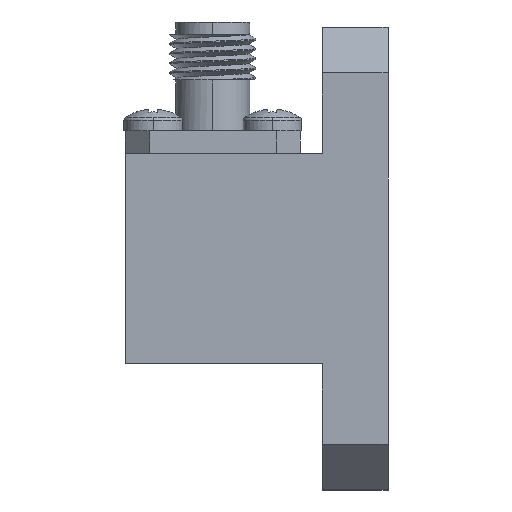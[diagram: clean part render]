
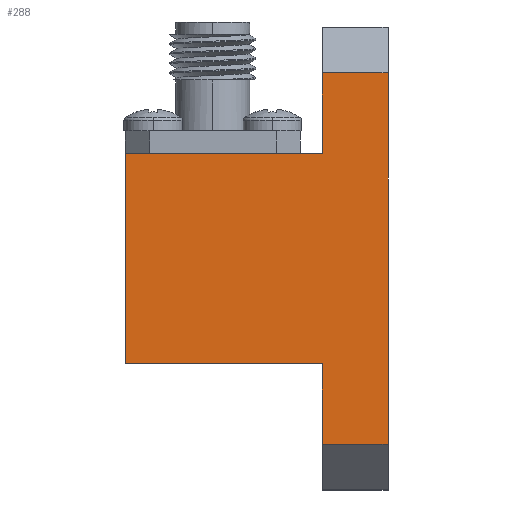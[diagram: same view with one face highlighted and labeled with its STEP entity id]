
A CAD part, left-side view. The second image highlights one B-rep face of the part: STEP entity #288.
In plain terms, the highlighted planar face has unit normal (-1, 0, 0).
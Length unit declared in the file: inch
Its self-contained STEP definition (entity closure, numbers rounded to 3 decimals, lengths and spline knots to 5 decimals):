
#33 = CARTESIAN_POINT ( 'NONE',  ( -0.66, 0.188, -0.53 ) ) ;
#75 = LINE ( 'NONE', #2663, #463 ) ;
#142 = VERTEX_POINT ( 'NONE', #4712 ) ;
#241 = VERTEX_POINT ( 'NONE', #2973 ) ;
#270 = LINE ( 'NONE', #5359, #7029 ) ;
#288 = ADVANCED_FACE ( 'NONE', ( #349 ), #2934, .F. ) ;
#349 = FACE_OUTER_BOUND ( 'NONE', #4469, .T. ) ;
#463 = VECTOR ( 'NONE', #7898, 39.37008 ) ;
#618 = CARTESIAN_POINT ( 'NONE',  ( -0.66, 0.188, 0.66 ) ) ;
#655 = CARTESIAN_POINT ( 'NONE',  ( -0.66, 0.188, 0.3 ) ) ;
#666 = EDGE_CURVE ( 'NONE', #7239, #6297, #6832, .T. ) ;
#701 = LINE ( 'NONE', #6495, #5973 ) ;
#767 = ORIENTED_EDGE ( 'NONE', *, *, #2983, .T. ) ;
#870 = ORIENTED_EDGE ( 'NONE', *, *, #4270, .F. ) ;
#1038 = CARTESIAN_POINT ( 'NONE',  ( -0.66, 0.75, -0.3 ) ) ;
#1058 = CARTESIAN_POINT ( 'NONE',  ( -0.66, 0.188, 0.53 ) ) ;
#1386 = CARTESIAN_POINT ( 'NONE',  ( -0.66, 0.75, -0.3 ) ) ;
#1454 = EDGE_CURVE ( 'NONE', #1465, #7593, #701, .T. ) ;
#1465 = VERTEX_POINT ( 'NONE', #655 ) ;
#1482 = EDGE_CURVE ( 'NONE', #8039, #241, #2605, .T. ) ;
#1741 = AXIS2_PLACEMENT_3D ( 'NONE', #8127, #7318, #2288 ) ;
#1848 = VECTOR ( 'NONE', #3575, 39.37008 ) ;
#1936 = CARTESIAN_POINT ( 'NONE',  ( -0.66, 0.75, -0.3 ) ) ;
#2288 = DIRECTION ( 'NONE',  ( 0., 0., -1. ) ) ;
#2420 = CARTESIAN_POINT ( 'NONE',  ( -0.66, 0.75, 0.3 ) ) ;
#2423 = ORIENTED_EDGE ( 'NONE', *, *, #4489, .T. ) ;
#2605 = LINE ( 'NONE', #618, #3516 ) ;
#2663 = CARTESIAN_POINT ( 'NONE',  ( -0.66, 0.188, -0.53 ) ) ;
#2664 = DIRECTION ( 'NONE',  ( 0., -1., 0. ) ) ;
#2934 = PLANE ( 'NONE',  #1741 ) ;
#2973 = CARTESIAN_POINT ( 'NONE',  ( -0.66, 0.188, -0.3 ) ) ;
#2983 = EDGE_CURVE ( 'NONE', #8039, #3567, #75, .T. ) ;
#3144 = ORIENTED_EDGE ( 'NONE', *, *, #1454, .F. ) ;
#3196 = DIRECTION ( 'NONE',  ( 0., 0., 1. ) ) ;
#3357 = EDGE_CURVE ( 'NONE', #142, #7593, #4848, .T. ) ;
#3516 = VECTOR ( 'NONE', #3196, 39.37008 ) ;
#3567 = VERTEX_POINT ( 'NONE', #3773 ) ;
#3575 = DIRECTION ( 'NONE',  ( 0., 0., 1. ) ) ;
#3670 = ORIENTED_EDGE ( 'NONE', *, *, #3930, .T. ) ;
#3679 = LINE ( 'NONE', #1936, #5897 ) ;
#3773 = CARTESIAN_POINT ( 'NONE',  ( -0.66, 0., -0.53 ) ) ;
#3873 = DIRECTION ( 'NONE',  ( 0., 0., 1. ) ) ;
#3930 = EDGE_CURVE ( 'NONE', #7239, #241, #3679, .T. ) ;
#4080 = DIRECTION ( 'NONE',  ( 0., 1., 0. ) ) ;
#4096 = DIRECTION ( 'NONE',  ( 0., -1., 0. ) ) ;
#4270 = EDGE_CURVE ( 'NONE', #6297, #1465, #7939, .T. ) ;
#4469 = EDGE_LOOP ( 'NONE', ( #6878, #767, #2423, #7440, #3144, #870, #5951, #3670 ) ) ;
#4489 = EDGE_CURVE ( 'NONE', #3567, #142, #270, .T. ) ;
#4712 = CARTESIAN_POINT ( 'NONE',  ( -0.66, 0., 0.53 ) ) ;
#4763 = CARTESIAN_POINT ( 'NONE',  ( -0.66, 0.188, 0.53 ) ) ;
#4848 = LINE ( 'NONE', #4763, #4938 ) ;
#4938 = VECTOR ( 'NONE', #4080, 39.37008 ) ;
#5359 = CARTESIAN_POINT ( 'NONE',  ( -0.66, 0., 0.66 ) ) ;
#5897 = VECTOR ( 'NONE', #2664, 39.37008 ) ;
#5951 = ORIENTED_EDGE ( 'NONE', *, *, #666, .F. ) ;
#5973 = VECTOR ( 'NONE', #3873, 39.37008 ) ;
#6297 = VERTEX_POINT ( 'NONE', #2420 ) ;
#6495 = CARTESIAN_POINT ( 'NONE',  ( -0.66, 0.188, 0.66 ) ) ;
#6832 = LINE ( 'NONE', #1038, #1848 ) ;
#6878 = ORIENTED_EDGE ( 'NONE', *, *, #1482, .F. ) ;
#7029 = VECTOR ( 'NONE', #7926, 39.37008 ) ;
#7239 = VERTEX_POINT ( 'NONE', #1386 ) ;
#7296 = CARTESIAN_POINT ( 'NONE',  ( -0.66, 0.75, 0.3 ) ) ;
#7318 = DIRECTION ( 'NONE',  ( 1., 0., 0. ) ) ;
#7363 = VECTOR ( 'NONE', #4096, 39.37008 ) ;
#7440 = ORIENTED_EDGE ( 'NONE', *, *, #3357, .T. ) ;
#7593 = VERTEX_POINT ( 'NONE', #1058 ) ;
#7898 = DIRECTION ( 'NONE',  ( 0., -1., 0. ) ) ;
#7926 = DIRECTION ( 'NONE',  ( 0., 0., 1. ) ) ;
#7939 = LINE ( 'NONE', #7296, #7363 ) ;
#8039 = VERTEX_POINT ( 'NONE', #33 ) ;
#8127 = CARTESIAN_POINT ( 'NONE',  ( -0.66, 0.188, 0.66 ) ) ;
